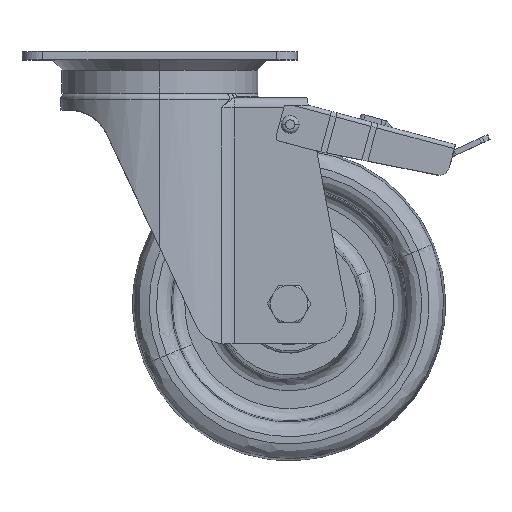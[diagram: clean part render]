
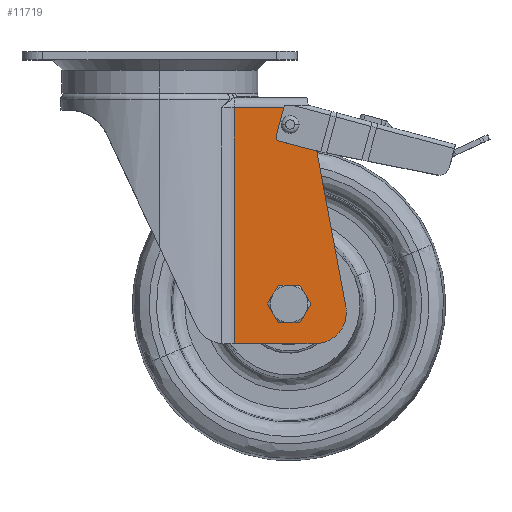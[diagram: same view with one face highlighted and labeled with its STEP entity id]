
A CAD part, top view. The second image highlights one B-rep face of the part: STEP entity #11719.
In plain terms, the highlighted planar face has unit normal (0, 0, 1).
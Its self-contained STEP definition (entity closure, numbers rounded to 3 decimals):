
#43 = CARTESIAN_POINT ( 'NONE',  ( 48.744, -35., 35. ) ) ;
#81 = LINE ( 'NONE', #7799, #17325 ) ;
#916 = CIRCLE ( 'NONE', #5181, 15. ) ;
#1127 = EDGE_CURVE ( 'NONE', #20631, #12910, #81, .T. ) ;
#1311 = AXIS2_PLACEMENT_3D ( 'NONE', #19612, #6297, #16406 ) ;
#1514 = EDGE_LOOP ( 'NONE', ( #6149, #12504 ) ) ;
#2849 = AXIS2_PLACEMENT_3D ( 'NONE', #9491, #21295, #21371 ) ;
#2857 = ORIENTED_EDGE ( 'NONE', *, *, #7766, .T. ) ;
#3126 = CARTESIAN_POINT ( 'NONE',  ( 60.689, -140., 35. ) ) ;
#3208 = DIRECTION ( 'NONE',  ( 0., 0., 1. ) ) ;
#3554 = CARTESIAN_POINT ( 'NONE',  ( 41.994, -121., 35. ) ) ;
#4095 = CARTESIAN_POINT ( 'NONE',  ( -13.756, -22., 35. ) ) ;
#4136 = ORIENTED_EDGE ( 'NONE', *, *, #19270, .T. ) ;
#4206 = CIRCLE ( 'NONE', #2849, 2.5 ) ;
#4235 = FACE_OUTER_BOUND ( 'NONE', #5518, .T. ) ;
#4272 = CARTESIAN_POINT ( 'NONE',  ( 22.039, -27., 35. ) ) ;
#4482 = ORIENTED_EDGE ( 'NONE', *, *, #4536, .T. ) ;
#4536 = EDGE_CURVE ( 'NONE', #13948, #20631, #11435, .T. ) ;
#4599 = VECTOR ( 'NONE', #11727, 1000. ) ;
#5020 = EDGE_CURVE ( 'NONE', #12549, #17195, #19229, .T. ) ;
#5056 = CARTESIAN_POINT ( 'NONE',  ( 78.744, -140., 35. ) ) ;
#5181 = AXIS2_PLACEMENT_3D ( 'NONE', #7111, #15699, #8880 ) ;
#5318 = DIRECTION ( 'NONE',  ( 0., 0., -1. ) ) ;
#5518 = EDGE_LOOP ( 'NONE', ( #20188, #4136, #16485, #2857, #4482, #9228 ) ) ;
#6048 = CARTESIAN_POINT ( 'NONE',  ( 51.244, -35., 35. ) ) ;
#6149 = ORIENTED_EDGE ( 'NONE', *, *, #9457, .F. ) ;
#6153 = CARTESIAN_POINT ( 'NONE',  ( 46.244, -35., 35. ) ) ;
#6297 = DIRECTION ( 'NONE',  ( 0., 0., 1. ) ) ;
#6632 = EDGE_CURVE ( 'NONE', #16448, #20743, #20057, .T. ) ;
#6713 = LINE ( 'NONE', #5056, #4599 ) ;
#6737 = DIRECTION ( 'NONE',  ( 0., 0., 1. ) ) ;
#7111 = CARTESIAN_POINT ( 'NONE',  ( 60.689, -125., 35. ) ) ;
#7349 = ORIENTED_EDGE ( 'NONE', *, *, #16502, .F. ) ;
#7655 = CARTESIAN_POINT ( 'NONE',  ( 75.689, -125., 35. ) ) ;
#7766 = EDGE_CURVE ( 'NONE', #17195, #13948, #9783, .T. ) ;
#7799 = CARTESIAN_POINT ( 'NONE',  ( 22.039, -22., 35. ) ) ;
#8880 = DIRECTION ( 'NONE',  ( -1., 0., 0. ) ) ;
#9023 = CARTESIAN_POINT ( 'NONE',  ( 22.039, -27., 35. ) ) ;
#9228 = ORIENTED_EDGE ( 'NONE', *, *, #1127, .T. ) ;
#9251 = DIRECTION ( 'NONE',  ( -0.183, 0.983, 0. ) ) ;
#9411 = DIRECTION ( 'NONE',  ( -1., 0., 0. ) ) ;
#9448 = CARTESIAN_POINT ( 'NONE',  ( 54.494, -121., 35. ) ) ;
#9457 = EDGE_CURVE ( 'NONE', #11835, #20047, #13853, .T. ) ;
#9491 = CARTESIAN_POINT ( 'NONE',  ( 48.744, -35., 35. ) ) ;
#9780 = DIRECTION ( 'NONE',  ( 1., 0., 0. ) ) ;
#9783 = LINE ( 'NONE', #12474, #16869 ) ;
#9864 = CARTESIAN_POINT ( 'NONE',  ( 48.244, -121., 35. ) ) ;
#10817 = AXIS2_PLACEMENT_3D ( 'NONE', #4095, #5318, #11149 ) ;
#10918 = CARTESIAN_POINT ( 'NONE',  ( 22.039, -140., 35. ) ) ;
#11131 = VERTEX_POINT ( 'NONE', #3126 ) ;
#11149 = DIRECTION ( 'NONE',  ( -1., 0., 0. ) ) ;
#11194 = AXIS2_PLACEMENT_3D ( 'NONE', #16382, #11391, #9780 ) ;
#11391 = DIRECTION ( 'NONE',  ( 0., 0., 1. ) ) ;
#11435 = LINE ( 'NONE', #4272, #14332 ) ;
#11719 = ADVANCED_FACE ( 'NONE', ( #20168, #17600, #4235 ), #12144, .F. ) ;
#11727 = DIRECTION ( 'NONE',  ( 1., 0., 0. ) ) ;
#11835 = VERTEX_POINT ( 'NONE', #9448 ) ;
#12144 = PLANE ( 'NONE',  #10817 ) ;
#12474 = CARTESIAN_POINT ( 'NONE',  ( 56.744, -22., 35. ) ) ;
#12504 = ORIENTED_EDGE ( 'NONE', *, *, #17639, .F. ) ;
#12549 = VERTEX_POINT ( 'NONE', #7655 ) ;
#12910 = VERTEX_POINT ( 'NONE', #10918 ) ;
#13209 = AXIS2_PLACEMENT_3D ( 'NONE', #9864, #3208, #21606 ) ;
#13685 = AXIS2_PLACEMENT_3D ( 'NONE', #43, #6737, #21642 ) ;
#13853 = CIRCLE ( 'NONE', #13209, 6.25 ) ;
#13948 = VERTEX_POINT ( 'NONE', #18770 ) ;
#14332 = VECTOR ( 'NONE', #9411, 1000. ) ;
#15235 = ORIENTED_EDGE ( 'NONE', *, *, #6632, .F. ) ;
#15699 = DIRECTION ( 'NONE',  ( 0., 0., 1. ) ) ;
#16382 = CARTESIAN_POINT ( 'NONE',  ( 48.244, -121., 35. ) ) ;
#16406 = DIRECTION ( 'NONE',  ( -1., 0., 0. ) ) ;
#16448 = VERTEX_POINT ( 'NONE', #6048 ) ;
#16485 = ORIENTED_EDGE ( 'NONE', *, *, #5020, .T. ) ;
#16502 = EDGE_CURVE ( 'NONE', #20743, #16448, #4206, .T. ) ;
#16869 = VECTOR ( 'NONE', #9251, 1000. ) ;
#17195 = VERTEX_POINT ( 'NONE', #18308 ) ;
#17325 = VECTOR ( 'NONE', #17677, 1000. ) ;
#17600 = FACE_BOUND ( 'NONE', #1514, .T. ) ;
#17639 = EDGE_CURVE ( 'NONE', #20047, #11835, #20313, .T. ) ;
#17677 = DIRECTION ( 'NONE',  ( 0., -1., 0. ) ) ;
#18308 = CARTESIAN_POINT ( 'NONE',  ( 75.435, -122.251, 35. ) ) ;
#18770 = CARTESIAN_POINT ( 'NONE',  ( 57.676, -27., 35. ) ) ;
#19229 = CIRCLE ( 'NONE', #1311, 15. ) ;
#19270 = EDGE_CURVE ( 'NONE', #11131, #12549, #916, .T. ) ;
#19612 = CARTESIAN_POINT ( 'NONE',  ( 60.689, -125., 35. ) ) ;
#19679 = EDGE_LOOP ( 'NONE', ( #15235, #7349 ) ) ;
#20047 = VERTEX_POINT ( 'NONE', #3554 ) ;
#20057 = CIRCLE ( 'NONE', #13685, 2.5 ) ;
#20168 = FACE_BOUND ( 'NONE', #19679, .T. ) ;
#20188 = ORIENTED_EDGE ( 'NONE', *, *, #21148, .T. ) ;
#20313 = CIRCLE ( 'NONE', #11194, 6.25 ) ;
#20631 = VERTEX_POINT ( 'NONE', #9023 ) ;
#20743 = VERTEX_POINT ( 'NONE', #6153 ) ;
#21148 = EDGE_CURVE ( 'NONE', #12910, #11131, #6713, .T. ) ;
#21295 = DIRECTION ( 'NONE',  ( 0., 0., 1. ) ) ;
#21371 = DIRECTION ( 'NONE',  ( 1., 0., 0. ) ) ;
#21606 = DIRECTION ( 'NONE',  ( 1., 0., 0. ) ) ;
#21642 = DIRECTION ( 'NONE',  ( 1., 0., 0. ) ) ;
